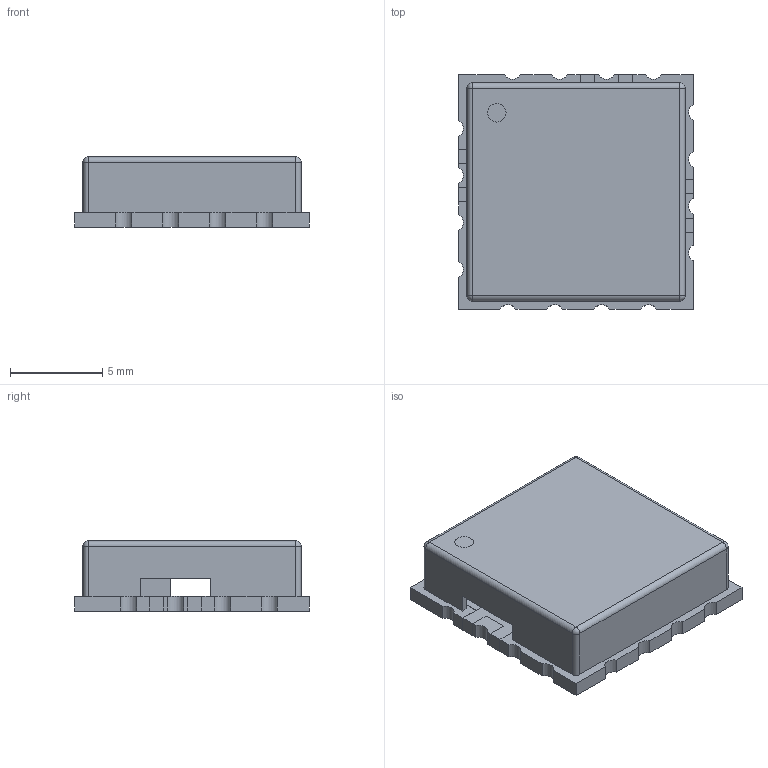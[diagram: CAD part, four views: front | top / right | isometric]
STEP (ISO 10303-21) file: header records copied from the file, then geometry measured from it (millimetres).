
FILE_DESCRIPTION(/* description */ (''),/* implementation_level */ '2;1');
FILE_NAME(/* name */ 'OSC_CRYSTEK_CVCO55CL.stp',/* time_stamp */ '2017-02-13T16:10:43+01:00',/* author */ ('jchouvet'),/* organization */ (''),/* preprocessor_version */ 'ST-DEVELOPER v16.1',/* originating_system */ 'AutoCAD Mechanical',/* authorisation */ '');
FILE_SCHEMA (('AUTOMOTIVE_DESIGN { 1 0 10303 214 3 1 1 }'));
Length unit declared in the file: millimetre
Products named in the file (1): Product
Bounding box: 12.7 x 12.7 x 3.81 mm (x, y, z)
Volume: 201.9 mm3; surface area: 1166.5 mm2
Topology: 10 solids, 10 shells, 175 faces, 450 edges, 296 vertices
Faces by surface type: plane 145, cylinder 26, sphere 4
Full cylindrical faces by diameter (mm): 1 x2
Entity records: 5274 total; most frequent: CARTESIAN_POINT 920, ORIENTED_EDGE 896, DIRECTION 852, EDGE_CURVE 448, LINE 396, VECTOR 396, VERTEX_POINT 296, AXIS2_PLACEMENT_3D 228
